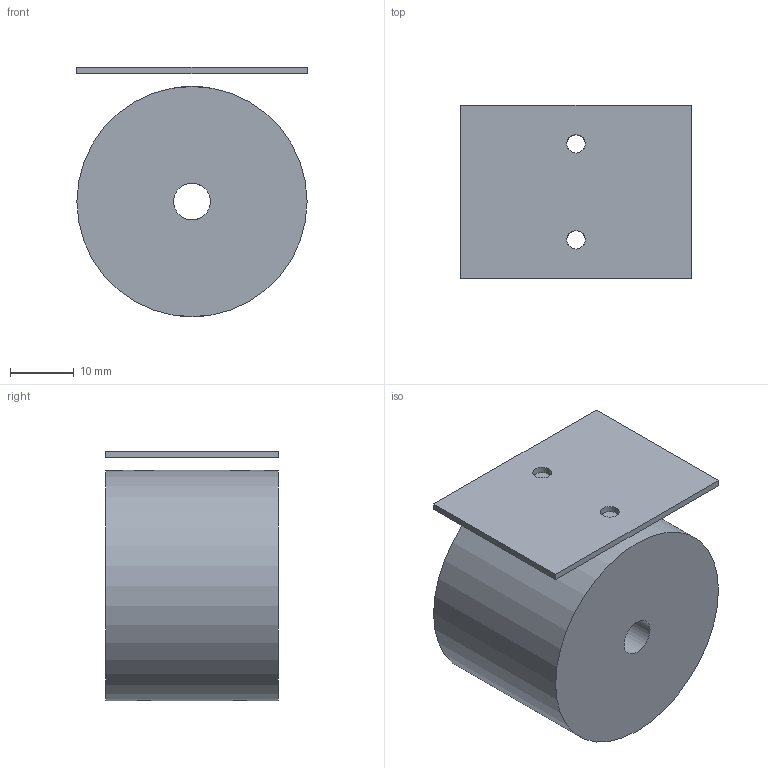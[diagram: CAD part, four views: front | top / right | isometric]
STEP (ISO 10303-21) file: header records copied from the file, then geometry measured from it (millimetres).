
FILE_DESCRIPTION(/* description */ (''),/* implementation_level */ '2;1');
FILE_NAME(/* name */ 'ZLeadScrewCoupling.stp',/* time_stamp */ '2014-06-29T16:06:33+02:00',/* author */ (''),/* organization */ (''),/* preprocessor_version */ 'ST-DEVELOPER v15.6',/* originating_system */ 'Autodesk Translator Framework v3.0.0.6910',/* authorisation */ '');
FILE_SCHEMA (('AUTOMOTIVE_DESIGN { 1 0 10303 214 3 1 1 }'));
Length unit declared in the file: centimetre
Products named in the file (1): z-coupling v8
Bounding box: 36 x 27 x 39 mm (x, y, z)
Volume: 26948.9 mm3; surface area: 8175.1 mm2
Topology: 2 solids, 2 shells, 18 faces, 41 edges, 28 vertices
Faces by surface type: cylinder 9, plane 9
Full cylindrical faces by diameter (mm): 2.9 x6, 5.75 x1, 8.75 x1, 36 x1
Entity records: 748 total; most frequent: CARTESIAN_POINT 339, DIRECTION 70, ORIENTED_EDGE 60, EDGE_LOOP 42, EDGE_CURVE 30, AXIS2_PLACEMENT_3D 29, VERTEX_POINT 26, FACE_BOUND 24
